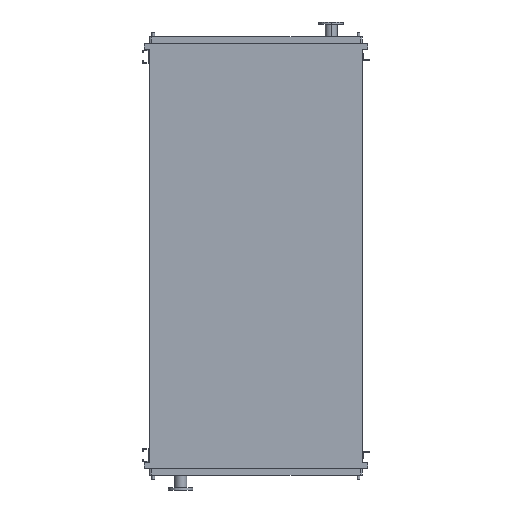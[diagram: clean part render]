
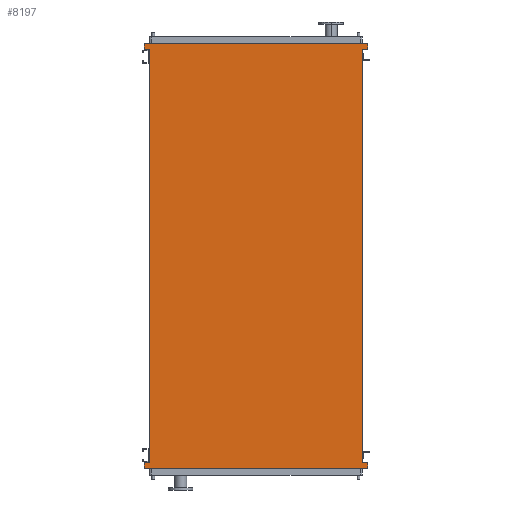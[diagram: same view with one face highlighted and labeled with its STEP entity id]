
A CAD part, front view. The second image highlights one B-rep face of the part: STEP entity #8197.
In plain terms, the highlighted planar face has unit normal (0, -1, 0).
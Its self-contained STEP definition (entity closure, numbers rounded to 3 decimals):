
#6 = CARTESIAN_POINT ( 'NONE',  ( 1011., 0., 43. ) ) ;
#78 = VERTEX_POINT ( 'NONE', #6 ) ;
#82 = ORIENTED_EDGE ( 'NONE', *, *, #857, .F. ) ;
#204 = DIRECTION ( 'NONE',  ( -1., 0., 0. ) ) ;
#221 = DIRECTION ( 'NONE',  ( 0., 0., -1. ) ) ;
#340 = DIRECTION ( 'NONE',  ( 1., 0., 0. ) ) ;
#428 = CARTESIAN_POINT ( 'NONE',  ( 1011., 0., -3745. ) ) ;
#493 = VECTOR ( 'NONE', #9002, 1000. ) ;
#668 = VECTOR ( 'NONE', #10819, 1000. ) ;
#690 = EDGE_CURVE ( 'NONE', #11803, #8865, #7973, .T. ) ;
#721 = PLANE ( 'NONE',  #10071 ) ;
#779 = VERTEX_POINT ( 'NONE', #6227 ) ;
#857 = EDGE_CURVE ( 'NONE', #2925, #779, #10226, .T. ) ;
#926 = CARTESIAN_POINT ( 'NONE',  ( -1011., 0., -3693. ) ) ;
#1203 = VECTOR ( 'NONE', #9380, 1000. ) ;
#1220 = DIRECTION ( 'NONE',  ( 0., 0., 1. ) ) ;
#1269 = CARTESIAN_POINT ( 'NONE',  ( 1011., 0., -3745. ) ) ;
#1456 = CARTESIAN_POINT ( 'NONE',  ( -1011., 0., -3745. ) ) ;
#1486 = EDGE_CURVE ( 'NONE', #5184, #2925, #4697, .T. ) ;
#1512 = EDGE_CURVE ( 'NONE', #4326, #78, #1981, .T. ) ;
#1571 = CARTESIAN_POINT ( 'NONE',  ( 965., 0., -3693. ) ) ;
#1820 = CARTESIAN_POINT ( 'NONE',  ( -965., 0., -3650. ) ) ;
#1981 = LINE ( 'NONE', #5928, #5831 ) ;
#2374 = ORIENTED_EDGE ( 'NONE', *, *, #9303, .F. ) ;
#2386 = EDGE_CURVE ( 'NONE', #779, #6284, #3273, .T. ) ;
#2525 = LINE ( 'NONE', #3503, #1203 ) ;
#2925 = VERTEX_POINT ( 'NONE', #6859 ) ;
#3253 = CARTESIAN_POINT ( 'NONE',  ( -1011., 0., 43. ) ) ;
#3273 = LINE ( 'NONE', #11204, #5225 ) ;
#3391 = EDGE_CURVE ( 'NONE', #6121, #11803, #9278, .T. ) ;
#3503 = CARTESIAN_POINT ( 'NONE',  ( 965., 0., -3650. ) ) ;
#3701 = EDGE_CURVE ( 'NONE', #78, #4120, #7059, .T. ) ;
#3942 = CARTESIAN_POINT ( 'NONE',  ( 965., 0., -3693. ) ) ;
#3970 = VERTEX_POINT ( 'NONE', #3942 ) ;
#4039 = ORIENTED_EDGE ( 'NONE', *, *, #3391, .F. ) ;
#4120 = VERTEX_POINT ( 'NONE', #9045 ) ;
#4326 = VERTEX_POINT ( 'NONE', #9007 ) ;
#4367 = DIRECTION ( 'NONE',  ( -1., 0., 0. ) ) ;
#4410 = VECTOR ( 'NONE', #6294, 1000. ) ;
#4480 = VECTOR ( 'NONE', #221, 1000. ) ;
#4512 = VECTOR ( 'NONE', #340, 1000. ) ;
#4628 = EDGE_CURVE ( 'NONE', #3970, #9812, #6545, .T. ) ;
#4661 = DIRECTION ( 'NONE',  ( 0., 0., -1. ) ) ;
#4697 = LINE ( 'NONE', #9675, #668 ) ;
#5184 = VERTEX_POINT ( 'NONE', #6139 ) ;
#5213 = ORIENTED_EDGE ( 'NONE', *, *, #12772, .F. ) ;
#5225 = VECTOR ( 'NONE', #1220, 1000. ) ;
#5512 = DIRECTION ( 'NONE',  ( 1., 0., 0. ) ) ;
#5765 = DIRECTION ( 'NONE',  ( 0., -1., 0. ) ) ;
#5831 = VECTOR ( 'NONE', #6633, 1000. ) ;
#5928 = CARTESIAN_POINT ( 'NONE',  ( 1011., 0., 43. ) ) ;
#6066 = VECTOR ( 'NONE', #4367, 1000. ) ;
#6072 = ORIENTED_EDGE ( 'NONE', *, *, #3701, .F. ) ;
#6088 = CARTESIAN_POINT ( 'NONE',  ( 965., 0., 43. ) ) ;
#6106 = CARTESIAN_POINT ( 'NONE',  ( 1011., 0., -3693. ) ) ;
#6121 = VERTEX_POINT ( 'NONE', #1269 ) ;
#6139 = CARTESIAN_POINT ( 'NONE',  ( -965., 0., -3693. ) ) ;
#6227 = CARTESIAN_POINT ( 'NONE',  ( -1011., 0., 43. ) ) ;
#6244 = ORIENTED_EDGE ( 'NONE', *, *, #7979, .T. ) ;
#6284 = VERTEX_POINT ( 'NONE', #10670 ) ;
#6294 = DIRECTION ( 'NONE',  ( -1., 0., 0. ) ) ;
#6300 = LINE ( 'NONE', #6106, #4480 ) ;
#6545 = LINE ( 'NONE', #1571, #12056 ) ;
#6578 = ORIENTED_EDGE ( 'NONE', *, *, #2386, .F. ) ;
#6633 = DIRECTION ( 'NONE',  ( 0., 0., -1. ) ) ;
#6686 = EDGE_LOOP ( 'NONE', ( #6244, #6072, #9942, #5213, #6578, #82, #8936, #9751, #9554, #4039, #2374, #9904 ) ) ;
#6859 = CARTESIAN_POINT ( 'NONE',  ( -965., 0., 43. ) ) ;
#7050 = EDGE_CURVE ( 'NONE', #8865, #5184, #9775, .T. ) ;
#7059 = LINE ( 'NONE', #6088, #12456 ) ;
#7973 = LINE ( 'NONE', #11707, #493 ) ;
#7979 = EDGE_CURVE ( 'NONE', #3970, #4120, #2525, .T. ) ;
#8097 = LINE ( 'NONE', #8287, #4512 ) ;
#8197 = ADVANCED_FACE ( 'NONE', ( #9704 ), #721, .T. ) ;
#8287 = CARTESIAN_POINT ( 'NONE',  ( 1011., 0., 95. ) ) ;
#8470 = CARTESIAN_POINT ( 'NONE',  ( 1011., 0., -3693. ) ) ;
#8865 = VERTEX_POINT ( 'NONE', #12585 ) ;
#8936 = ORIENTED_EDGE ( 'NONE', *, *, #1486, .F. ) ;
#9002 = DIRECTION ( 'NONE',  ( 0., 0., 1. ) ) ;
#9007 = CARTESIAN_POINT ( 'NONE',  ( 1011., 0., 95. ) ) ;
#9045 = CARTESIAN_POINT ( 'NONE',  ( 965., 0., 43. ) ) ;
#9278 = LINE ( 'NONE', #428, #6066 ) ;
#9303 = EDGE_CURVE ( 'NONE', #9812, #6121, #6300, .T. ) ;
#9380 = DIRECTION ( 'NONE',  ( 0., 0., 1. ) ) ;
#9554 = ORIENTED_EDGE ( 'NONE', *, *, #690, .F. ) ;
#9675 = CARTESIAN_POINT ( 'NONE',  ( -965., 0., -3650. ) ) ;
#9704 = FACE_OUTER_BOUND ( 'NONE', #6686, .T. ) ;
#9751 = ORIENTED_EDGE ( 'NONE', *, *, #7050, .F. ) ;
#9775 = LINE ( 'NONE', #926, #9835 ) ;
#9812 = VERTEX_POINT ( 'NONE', #8470 ) ;
#9835 = VECTOR ( 'NONE', #11764, 1000. ) ;
#9904 = ORIENTED_EDGE ( 'NONE', *, *, #4628, .F. ) ;
#9942 = ORIENTED_EDGE ( 'NONE', *, *, #1512, .F. ) ;
#10071 = AXIS2_PLACEMENT_3D ( 'NONE', #1820, #5765, #4661 ) ;
#10226 = LINE ( 'NONE', #3253, #4410 ) ;
#10670 = CARTESIAN_POINT ( 'NONE',  ( -1011., 0., 95. ) ) ;
#10819 = DIRECTION ( 'NONE',  ( 0., 0., 1. ) ) ;
#11204 = CARTESIAN_POINT ( 'NONE',  ( -1011., 0., 95. ) ) ;
#11707 = CARTESIAN_POINT ( 'NONE',  ( -1011., 0., -3745. ) ) ;
#11764 = DIRECTION ( 'NONE',  ( 1., 0., 0. ) ) ;
#11803 = VERTEX_POINT ( 'NONE', #1456 ) ;
#12056 = VECTOR ( 'NONE', #5512, 1000. ) ;
#12456 = VECTOR ( 'NONE', #204, 1000. ) ;
#12585 = CARTESIAN_POINT ( 'NONE',  ( -1011., 0., -3693. ) ) ;
#12772 = EDGE_CURVE ( 'NONE', #6284, #4326, #8097, .T. ) ;
